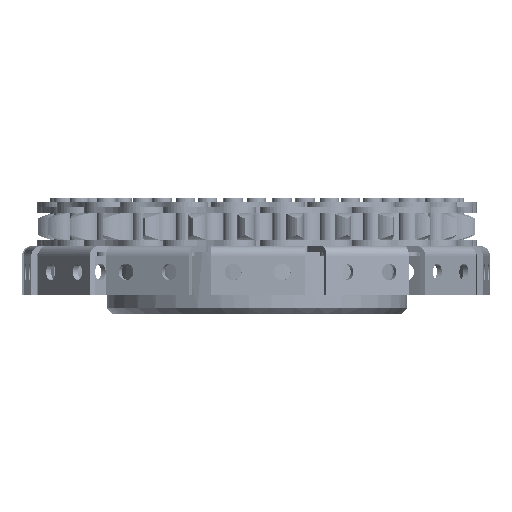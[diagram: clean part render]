
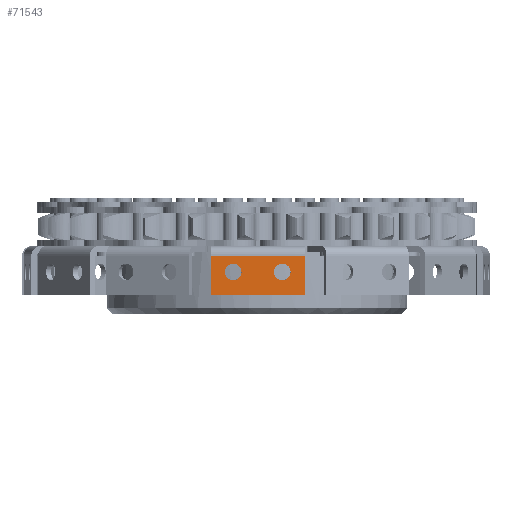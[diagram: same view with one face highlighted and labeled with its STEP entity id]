
A CAD part, left-side view. The second image highlights one B-rep face of the part: STEP entity #71543.
In plain terms, the highlighted free-form (B-spline) face has degree [1, 1] with [2, 2] control points.
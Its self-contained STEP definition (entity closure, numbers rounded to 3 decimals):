
#70930 = VERTEX_POINT('',#70931);
#70931 = CARTESIAN_POINT('',(-52.185,-5.774,
    -8.371));
#70936 = EDGE_CURVE('',#70937,#70930,#70939,.T.);
#70937 = VERTEX_POINT('',#70938);
#70938 = CARTESIAN_POINT('',(-52.185,-5.774,
    -12.14));
#70939 = ( BOUNDED_CURVE() B_SPLINE_CURVE(2,(#70940,#70941,#70942,#70943
,#70944),.UNSPECIFIED.,.F.,.F.) B_SPLINE_CURVE_WITH_KNOTS((3,2,3),(
    3.142,4.712,6.283),
.PIECEWISE_BEZIER_KNOTS.) CURVE() GEOMETRIC_REPRESENTATION_ITEM() 
RATIONAL_B_SPLINE_CURVE((1.,0.707,1.,0.707,1.)) 
REPRESENTATION_ITEM('') );
#70940 = CARTESIAN_POINT('',(-52.185,-5.774,
    -12.14));
#70941 = CARTESIAN_POINT('',(-52.178,-7.659,
    -12.14));
#70942 = CARTESIAN_POINT('',(-52.178,-7.659,
    -10.255));
#70943 = CARTESIAN_POINT('',(-52.178,-7.659,
    -8.371));
#70944 = CARTESIAN_POINT('',(-52.185,-5.774,
    -8.371));
#70978 = VERTEX_POINT('',#70979);
#70979 = CARTESIAN_POINT('',(-52.23,5.357,
    -8.371));
#70984 = EDGE_CURVE('',#70985,#70978,#70987,.T.);
#70985 = VERTEX_POINT('',#70986);
#70986 = CARTESIAN_POINT('',(-52.23,5.357,
    -12.14));
#70987 = ( BOUNDED_CURVE() B_SPLINE_CURVE(2,(#70988,#70989,#70990,#70991
,#70992),.UNSPECIFIED.,.F.,.F.) B_SPLINE_CURVE_WITH_KNOTS((3,2,3),(
    3.142,4.712,6.283),
.PIECEWISE_BEZIER_KNOTS.) CURVE() GEOMETRIC_REPRESENTATION_ITEM() 
RATIONAL_B_SPLINE_CURVE((1.,0.707,1.,0.707,1.)) 
REPRESENTATION_ITEM('') );
#70988 = CARTESIAN_POINT('',(-52.23,5.357,
    -12.14));
#70989 = CARTESIAN_POINT('',(-52.222,3.473,
    -12.14));
#70990 = CARTESIAN_POINT('',(-52.222,3.473,
    -10.255));
#70991 = CARTESIAN_POINT('',(-52.222,3.473,
    -8.371));
#70992 = CARTESIAN_POINT('',(-52.23,5.357,
    -8.371));
#71398 = VERTEX_POINT('',#71399);
#71399 = CARTESIAN_POINT('',(-52.165,-10.902,
    -6.574));
#71434 = VERTEX_POINT('',#71435);
#71435 = CARTESIAN_POINT('',(-52.25,10.485,
    -6.574));
#71457 = EDGE_CURVE('',#71434,#71398,#71458,.T.);
#71458 = B_SPLINE_CURVE_WITH_KNOTS('',1,(#71459,#71460),.UNSPECIFIED.,
  .F.,.F.,(2,2),(-24.4,0.),.PIECEWISE_BEZIER_KNOTS.);
#71459 = CARTESIAN_POINT('',(-52.25,10.485,
    -6.574));
#71460 = CARTESIAN_POINT('',(-52.165,-10.902,
    -6.574));
#71500 = VERTEX_POINT('',#71501);
#71501 = CARTESIAN_POINT('',(-52.25,10.485,
    -15.514));
#71506 = EDGE_CURVE('',#71434,#71500,#71507,.T.);
#71507 = B_SPLINE_CURVE_WITH_KNOTS('',1,(#71508,#71509),.UNSPECIFIED.,
  .F.,.F.,(2,2),(1.,11.2),.PIECEWISE_BEZIER_KNOTS.);
#71508 = CARTESIAN_POINT('',(-52.25,10.485,
    -6.574));
#71509 = CARTESIAN_POINT('',(-52.25,10.485,
    -15.514));
#71520 = EDGE_CURVE('',#71521,#71398,#71523,.T.);
#71521 = VERTEX_POINT('',#71522);
#71522 = CARTESIAN_POINT('',(-52.165,-10.902,
    -15.514));
#71523 = B_SPLINE_CURVE_WITH_KNOTS('',1,(#71524,#71525),.UNSPECIFIED.,
  .F.,.F.,(2,2),(-11.2,-1.),.PIECEWISE_BEZIER_KNOTS.);
#71524 = CARTESIAN_POINT('',(-52.165,-10.902,
    -15.514));
#71525 = CARTESIAN_POINT('',(-52.165,-10.902,
    -6.574));
#71543 = ADVANCED_FACE('',(#71544,#71555,#71566),#71576,.F.);
#71544 = FACE_BOUND('',#71545,.T.);
#71545 = EDGE_LOOP('',(#71546,#71554));
#71546 = ORIENTED_EDGE('',*,*,#71547,.F.);
#71547 = EDGE_CURVE('',#70930,#70937,#71548,.T.);
#71548 = ( BOUNDED_CURVE() B_SPLINE_CURVE(2,(#71549,#71550,#71551,#71552
,#71553),.UNSPECIFIED.,.F.,.F.) B_SPLINE_CURVE_WITH_KNOTS((3,2,3),(0.,
1.571,3.142),.PIECEWISE_BEZIER_KNOTS.) CURVE() 
GEOMETRIC_REPRESENTATION_ITEM() RATIONAL_B_SPLINE_CURVE((1.,
0.707,1.,0.707,1.)) REPRESENTATION_ITEM('') );
#71549 = CARTESIAN_POINT('',(-52.185,-5.774,
    -8.371));
#71550 = CARTESIAN_POINT('',(-52.193,-3.89,
    -8.371));
#71551 = CARTESIAN_POINT('',(-52.193,-3.89,
    -10.255));
#71552 = CARTESIAN_POINT('',(-52.193,-3.89,
    -12.14));
#71553 = CARTESIAN_POINT('',(-52.185,-5.774,
    -12.14));
#71554 = ORIENTED_EDGE('',*,*,#70936,.F.);
#71555 = FACE_BOUND('',#71556,.T.);
#71556 = EDGE_LOOP('',(#71557,#71565));
#71557 = ORIENTED_EDGE('',*,*,#71558,.F.);
#71558 = EDGE_CURVE('',#70978,#70985,#71559,.T.);
#71559 = ( BOUNDED_CURVE() B_SPLINE_CURVE(2,(#71560,#71561,#71562,#71563
,#71564),.UNSPECIFIED.,.F.,.F.) B_SPLINE_CURVE_WITH_KNOTS((3,2,3),(0.,
1.571,3.142),.PIECEWISE_BEZIER_KNOTS.) CURVE() 
GEOMETRIC_REPRESENTATION_ITEM() RATIONAL_B_SPLINE_CURVE((1.,
0.707,1.,0.707,1.)) REPRESENTATION_ITEM('') );
#71560 = CARTESIAN_POINT('',(-52.23,5.357,
    -8.371));
#71561 = CARTESIAN_POINT('',(-52.237,7.242,
    -8.371));
#71562 = CARTESIAN_POINT('',(-52.237,7.242,
    -10.255));
#71563 = CARTESIAN_POINT('',(-52.237,7.242,
    -12.14));
#71564 = CARTESIAN_POINT('',(-52.23,5.357,
    -12.14));
#71565 = ORIENTED_EDGE('',*,*,#70984,.F.);
#71566 = FACE_BOUND('',#71567,.T.);
#71567 = EDGE_LOOP('',(#71568,#71569,#71570,#71575));
#71568 = ORIENTED_EDGE('',*,*,#71457,.F.);
#71569 = ORIENTED_EDGE('',*,*,#71506,.T.);
#71570 = ORIENTED_EDGE('',*,*,#71571,.T.);
#71571 = EDGE_CURVE('',#71500,#71521,#71572,.T.);
#71572 = B_SPLINE_CURVE_WITH_KNOTS('',1,(#71573,#71574),.UNSPECIFIED.,
  .F.,.F.,(2,2),(-18.55,5.85),.PIECEWISE_BEZIER_KNOTS.);
#71573 = CARTESIAN_POINT('',(-52.25,10.485,
    -15.514));
#71574 = CARTESIAN_POINT('',(-52.165,-10.902,
    -15.514));
#71575 = ORIENTED_EDGE('',*,*,#71520,.T.);
#71576 = B_SPLINE_SURFACE_WITH_KNOTS('',1,1,(
    (#71577,#71578)
    ,(#71579,#71580
    )),.UNSPECIFIED.,.F.,.F.,.F.,(2,2),(2,2),(1.,11.2),(-5.85,18.55),
  .PIECEWISE_BEZIER_KNOTS.);
#71577 = CARTESIAN_POINT('',(-52.165,-10.902,
    -6.574));
#71578 = CARTESIAN_POINT('',(-52.25,10.485,
    -6.574));
#71579 = CARTESIAN_POINT('',(-52.165,-10.902,
    -15.514));
#71580 = CARTESIAN_POINT('',(-52.25,10.485,
    -15.514));
